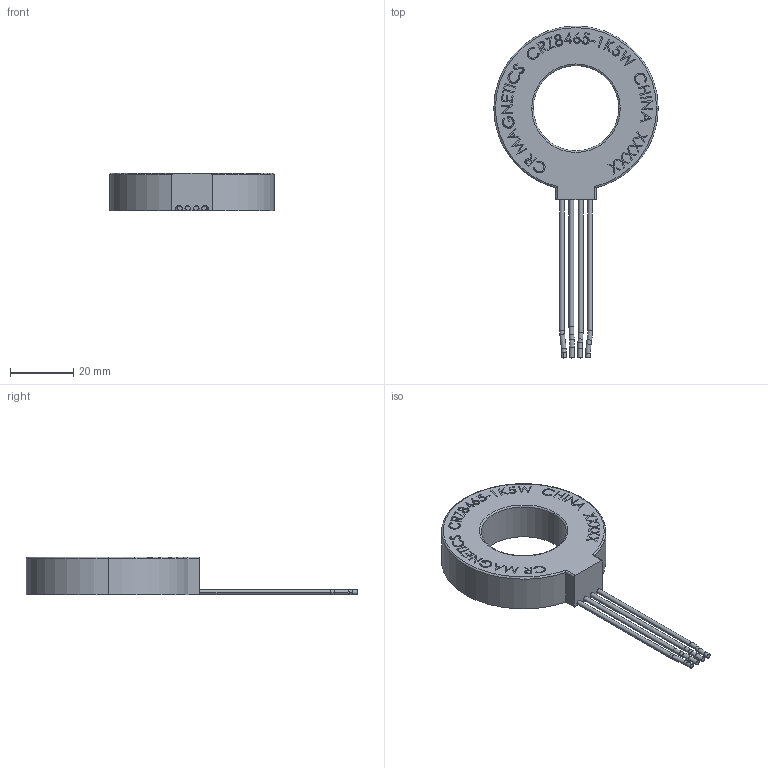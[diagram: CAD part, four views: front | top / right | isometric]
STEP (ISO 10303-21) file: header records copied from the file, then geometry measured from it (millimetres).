
FILE_DESCRIPTION (( 'STEP AP203' ), '1' );
FILE_NAME ('CRZ8465-1K5W.STEP', '2023-04-13T12:40:46', ( '' ), ( '' ), 'SwSTEP 2.0', 'SolidWorks 2022', '' );
FILE_SCHEMA (( 'CONFIG_CONTROL_DESIGN' ));
Length unit declared in the file: millimetre
Products named in the file (1): CRZ8465-1K5W
Bounding box: 52 x 105 x 12 mm (x, y, z)
Volume: 18787 mm3; surface area: 7203.6 mm2
Topology: 1 solids, 1 shells, 485 faces, 1272 edges, 836 vertices
Faces by surface type: plane 313, bspline 112, cylinder 34, torus 26
Entity records: 21208 total; most frequent: CARTESIAN_POINT 9860, ORIENTED_EDGE 2544, DIRECTION 1891, EDGE_CURVE 1272, VECTOR 941, LINE 941, VERTEX_POINT 836, EDGE_LOOP 534
